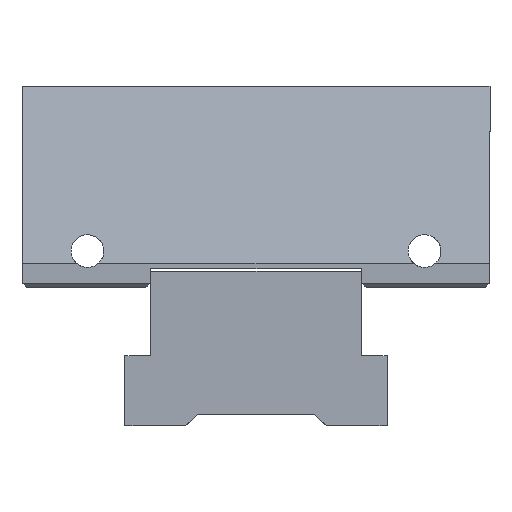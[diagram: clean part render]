
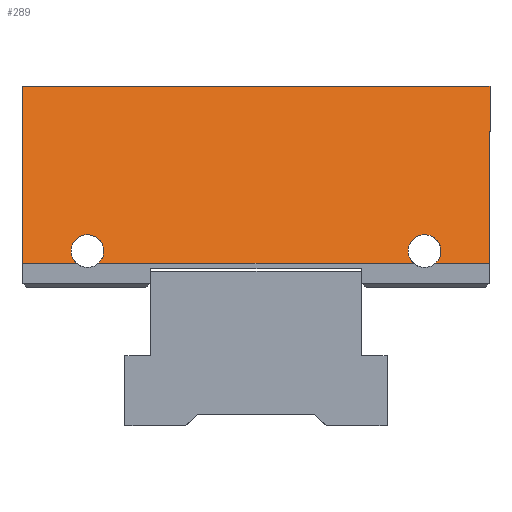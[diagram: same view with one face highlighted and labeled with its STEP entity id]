
A CAD part, front view. The second image highlights one B-rep face of the part: STEP entity #289.
In plain terms, the highlighted face is planar.
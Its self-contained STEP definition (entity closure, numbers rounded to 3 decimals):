
#289 = ADVANCED_FACE( '', ( #708 ), #709, .F. );
#708 = FACE_OUTER_BOUND( '', #1291, .T. );
#709 = PLANE( '', #1292 );
#1291 = EDGE_LOOP( '', ( #2023, #2024, #2025, #2026, #2027, #2028, #2029, #2030 ) );
#1292 = AXIS2_PLACEMENT_3D( '', #2031, #2032, #2033 );
#2023 = ORIENTED_EDGE( '', *, *, #3623, .T. );
#2024 = ORIENTED_EDGE( '', *, *, #3624, .T. );
#2025 = ORIENTED_EDGE( '', *, *, #3625, .T. );
#2026 = ORIENTED_EDGE( '', *, *, #3626, .T. );
#2027 = ORIENTED_EDGE( '', *, *, #3627, .F. );
#2028 = ORIENTED_EDGE( '', *, *, #3628, .F. );
#2029 = ORIENTED_EDGE( '', *, *, #3629, .T. );
#2030 = ORIENTED_EDGE( '', *, *, #3630, .T. );
#2031 = CARTESIAN_POINT( '', ( 49.975, 13.866, 43. ) );
#2032 = DIRECTION( '', ( 0., -0.966, -0.259 ) );
#2033 = DIRECTION( '', ( 0., 0.259, -0.966 ) );
#3623 = EDGE_CURVE( '', #4415, #4416, #4417, .T. );
#3624 = EDGE_CURVE( '', #4416, #4418, #4419, .T. );
#3625 = EDGE_CURVE( '', #4418, #4420, #4421, .T. );
#3626 = EDGE_CURVE( '', #4420, #4422, #4423, .T. );
#3627 = EDGE_CURVE( '', #4424, #4422, #4425, .T. );
#3628 = EDGE_CURVE( '', #4426, #4424, #4427, .T. );
#3629 = EDGE_CURVE( '', #4426, #4428, #4429, .T. );
#3630 = EDGE_CURVE( '', #4428, #4415, #4430, .T. );
#4415 = VERTEX_POINT( '', #5530 );
#4416 = VERTEX_POINT( '', #5531 );
#4417 = LINE( '', #5532, #5533 );
#4418 = VERTEX_POINT( '', #5534 );
#4419 = ELLIPSE( '', #5535, 3.623, 3.5 );
#4420 = VERTEX_POINT( '', #5536 );
#4421 = LINE( '', #5537, #5538 );
#4422 = VERTEX_POINT( '', #5539 );
#4423 = LINE( '', #5540, #5541 );
#4424 = VERTEX_POINT( '', #5542 );
#4425 = LINE( '', #5543, #5544 );
#4426 = VERTEX_POINT( '', #5545 );
#4427 = LINE( '', #5546, #5547 );
#4428 = VERTEX_POINT( '', #5548 );
#4429 = LINE( '', #5549, #5550 );
#4430 = ELLIPSE( '', #5551, 3.623, 3.5 );
#5530 = CARTESIAN_POINT( '', ( 33.624, 24., 5.18 ) );
#5531 = CARTESIAN_POINT( '', ( -33.624, 24., 5.18 ) );
#5532 = CARTESIAN_POINT( '', ( 49.975, 24., 5.18 ) );
#5533 = VECTOR( '', #6689, 1000. );
#5534 = CARTESIAN_POINT( '', ( -38.376, 24., 5.18 ) );
#5535 = AXIS2_PLACEMENT_3D( '', #6690, #6691, #6692 );
#5536 = CARTESIAN_POINT( '', ( -49.975, 24., 5.18 ) );
#5537 = CARTESIAN_POINT( '', ( 49.975, 24., 5.18 ) );
#5538 = VECTOR( '', #6693, 1000. );
#5539 = CARTESIAN_POINT( '', ( -49.975, 13.866, 43. ) );
#5540 = CARTESIAN_POINT( '', ( -49.975, 13.866, 43. ) );
#5541 = VECTOR( '', #6694, 1000. );
#5542 = CARTESIAN_POINT( '', ( 49.975, 13.866, 43. ) );
#5543 = CARTESIAN_POINT( '', ( 49.975, 13.866, 43. ) );
#5544 = VECTOR( '', #6695, 1000. );
#5545 = CARTESIAN_POINT( '', ( 49.975, 24., 5.18 ) );
#5546 = CARTESIAN_POINT( '', ( 49.975, 13.866, 43. ) );
#5547 = VECTOR( '', #6696, 1000. );
#5548 = CARTESIAN_POINT( '', ( 38.376, 24., 5.18 ) );
#5549 = CARTESIAN_POINT( '', ( 49.975, 24., 5.18 ) );
#5550 = VECTOR( '', #6697, 1000. );
#5551 = AXIS2_PLACEMENT_3D( '', #6698, #6699, #6700 );
#6689 = DIRECTION( '', ( -1., 0., 0. ) );
#6690 = CARTESIAN_POINT( '', ( -36., 23.311, 7.75 ) );
#6691 = DIRECTION( '', ( 0., -0.966, -0.259 ) );
#6692 = DIRECTION( '', ( 0., 0.259, -0.966 ) );
#6693 = DIRECTION( '', ( -1., 0., 0. ) );
#6694 = DIRECTION( '', ( 0., -0.259, 0.966 ) );
#6695 = DIRECTION( '', ( -1., 0., 0. ) );
#6696 = DIRECTION( '', ( 0., -0.259, 0.966 ) );
#6697 = DIRECTION( '', ( -1., 0., 0. ) );
#6698 = CARTESIAN_POINT( '', ( 36., 23.311, 7.75 ) );
#6699 = DIRECTION( '', ( 0., -0.966, -0.259 ) );
#6700 = DIRECTION( '', ( 0., 0.259, -0.966 ) );
